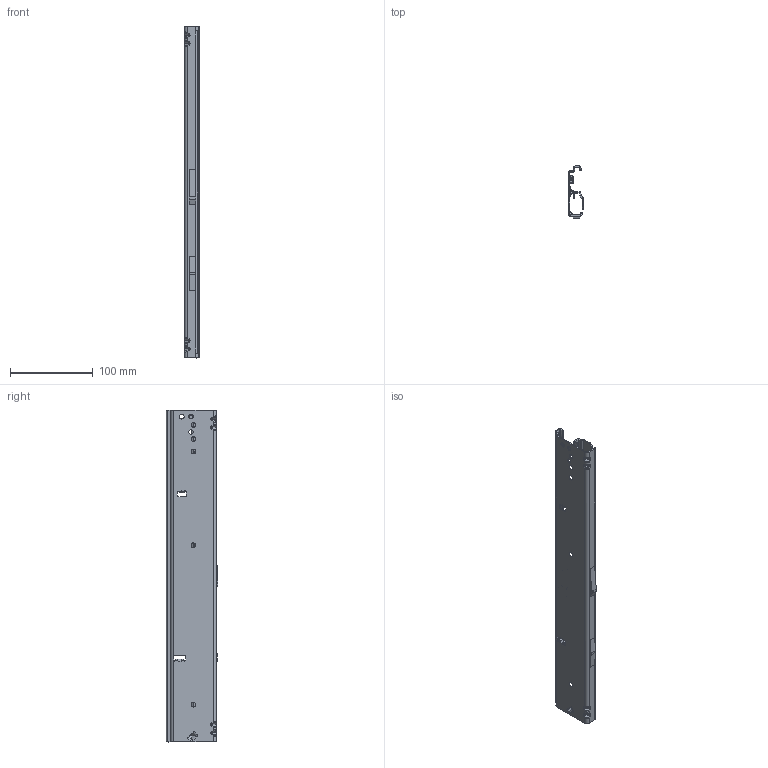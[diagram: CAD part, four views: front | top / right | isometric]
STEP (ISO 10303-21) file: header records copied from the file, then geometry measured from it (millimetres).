
FILE_DESCRIPTION (( 'STEP AP214' ), '1' );
FILE_NAME ('CS# 790.400-GA.0000_closed.STEP', '2023-01-20T08:18:59', ( '' ), ( '' ), 'SwSTEP 2.0', 'SolidWorks 2020', '' );
FILE_SCHEMA (( 'AUTOMOTIVE_DESIGN' ));
Length unit declared in the file: millimetre
Products named in the file (6): PG-033; CS# 785.XXX-03.S046_NL 400; CS# 785.XXX-01.0000_NL 400; CS# 790.400-GA.0000_closed
Assembly tree (5 placements, depth 3):
  CS# 790.400-GA.0000_closed
    CS# 785.XXX-01.0000_NL 400
      CS# 785.XXX-01.0000_NL 400
      PG-033
    CS# 785.XXX-03.S046_NL 400
      CS# 785.XXX-03.S046_NL 400
Bounding box: 18 x 62.5 x 400 mm (x, y, z)
Volume: 71847.2 mm3; surface area: 99920.8 mm2
Topology: 3 solids, 3 shells, 1135 faces, 2901 edges, 1789 vertices
Faces by surface type: plane 448, bspline 266, cylinder 242, cone 86, torus 72, sphere 21
Entity records: 52752 total; most frequent: CARTESIAN_POINT 22591, ORIENTED_EDGE 5746, DIRECTION 4611, EDGE_CURVE 2873, VERTEX_POINT 1789, AXIS2_PLACEMENT_3D 1601, VECTOR 1409, LINE 1409
